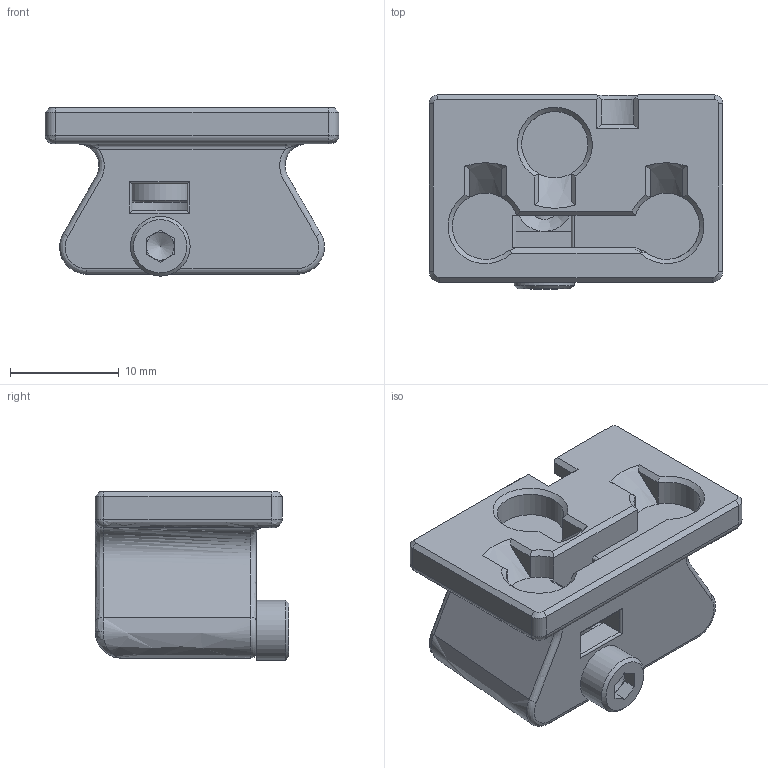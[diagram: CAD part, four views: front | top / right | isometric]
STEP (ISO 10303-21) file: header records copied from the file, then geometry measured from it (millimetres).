
FILE_DESCRIPTION(/* description */ (''),/* implementation_level */ '2;1');
FILE_NAME(/* name */ 'BFP_Unklicky_Probe vGeno.step',/* time_stamp */ '2022-04-15T15:44:38-07:00',/* author */ (''),/* organization */ (''),/* preprocessor_version */ 'ST-DEVELOPER v18.1',/* originating_system */ 'Autodesk Translation Framework v10.14.0.1471',/* authorisation */ '');
FILE_SCHEMA (('AUTOMOTIVE_DESIGN { 1 0 10303 214 3 1 1 }'));
Length unit declared in the file: millimetre
Products named in the file (5): BFP_Unklicky_Probe vGeno; Unklicky; Thicc Unklicky; Pin Magnet; M3x16 SHCS
Assembly tree (4 placements, depth 3):
  BFP_Unklicky_Probe vGeno
    Unklicky
      Thicc Unklicky
      Pin Magnet
    M3x16 SHCS
Bounding box: 27.03 x 17.82 x 15.48 mm (x, y, z)
Volume: 3799.1 mm3; surface area: 3150.8 mm2
Topology: 3 solids, 3 shells, 245 faces, 650 edges, 415 vertices
Faces by surface type: plane 111, bspline 69, cylinder 39, cone 19, torus 6, sphere 1
Full cylindrical faces by diameter (mm): 3 x3, 3.25 x1, 5.5 x1, 6 x1, 8.5 x1
Entity records: 11892 total; most frequent: CARTESIAN_POINT 6137, ORIENTED_EDGE 1294, DIRECTION 972, EDGE_CURVE 647, VERTEX_POINT 415, LINE 324, VECTOR 324, AXIS2_PLACEMENT_3D 324
